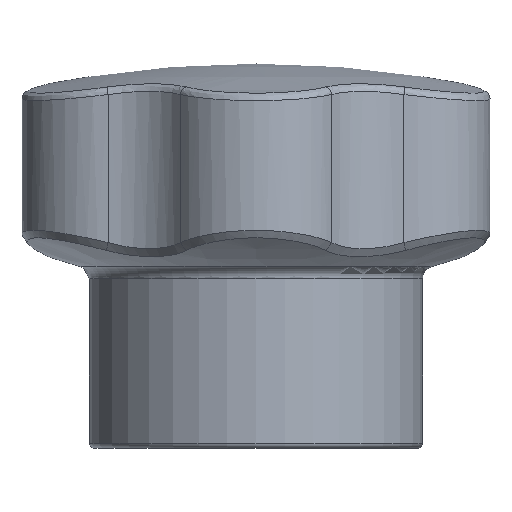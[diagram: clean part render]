
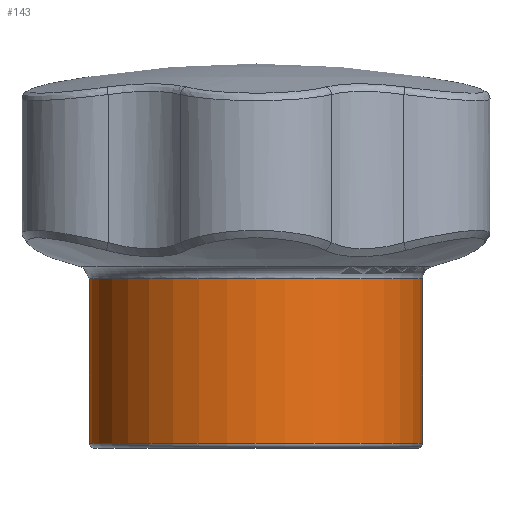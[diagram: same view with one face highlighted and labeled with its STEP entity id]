
A CAD part, front view. The second image highlights one B-rep face of the part: STEP entity #143.
In plain terms, the highlighted cylindrical face has radius 6.5 mm (diameter 13 mm), a full revolution.
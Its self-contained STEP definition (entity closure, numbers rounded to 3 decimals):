
#143 = ADVANCED_FACE( '', ( #293, #294 ), #295, .T. );
#293 = FACE_OUTER_BOUND( '', #1833, .T. );
#294 = FACE_OUTER_BOUND( '', #1834, .T. );
#295 = CYLINDRICAL_SURFACE( '', #1835, 6.5 );
#1833 = EDGE_LOOP( '', ( #2577 ) );
#1834 = EDGE_LOOP( '', ( #2578 ) );
#1835 = AXIS2_PLACEMENT_3D( '', #2579, #2580, #2581 );
#2577 = ORIENTED_EDGE( '', *, *, #2735, .T. );
#2578 = ORIENTED_EDGE( '', *, *, #2719, .T. );
#2579 = CARTESIAN_POINT( '', ( 0., 0., 15. ) );
#2580 = DIRECTION( '', ( 0., 0., -1. ) );
#2581 = DIRECTION( '', ( 1., 0., 0. ) );
#2719 = EDGE_CURVE( '', #2900, #2900, #2901, .T. );
#2735 = EDGE_CURVE( '', #2921, #2921, #2922, .F. );
#2900 = VERTEX_POINT( '', #4388 );
#2901 = CIRCLE( '', #4389, 6.5 );
#2921 = VERTEX_POINT( '', #4560 );
#2922 = CIRCLE( '', #4561, 6.5 );
#4388 = CARTESIAN_POINT( '', ( 6.5, 0., 0.2 ) );
#4389 = AXIS2_PLACEMENT_3D( '', #4782, #4783, #4784 );
#4560 = CARTESIAN_POINT( '', ( 6.5, 0., 6.609 ) );
#4561 = AXIS2_PLACEMENT_3D( '', #4786, #4787, #4788 );
#4782 = CARTESIAN_POINT( '', ( 0., 0., 0.2 ) );
#4783 = DIRECTION( '', ( 0., 0., 1. ) );
#4784 = DIRECTION( '', ( 1., 0., 0. ) );
#4786 = CARTESIAN_POINT( '', ( 0., 0., 6.609 ) );
#4787 = DIRECTION( '', ( 0., 0., 1. ) );
#4788 = DIRECTION( '', ( 1., 0., 0. ) );
